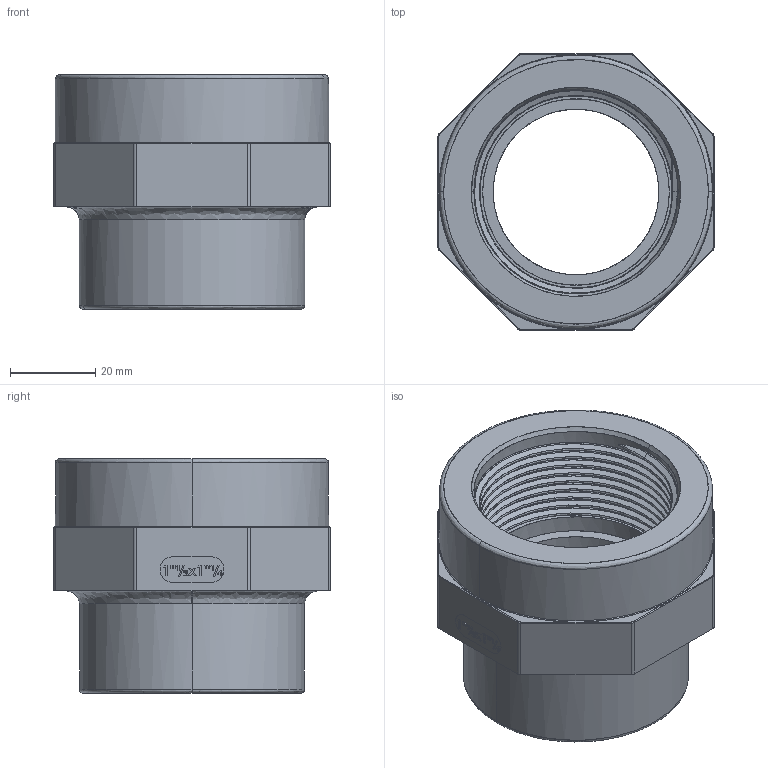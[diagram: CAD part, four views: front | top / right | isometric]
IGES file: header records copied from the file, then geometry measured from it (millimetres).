
Start section: SolidWorks IGES file using NURBS representation for surfaces
Global section: file name: União Red. F-F 1 1-2x1 1-4.IGS; native system: SolidWorks 2016; preprocessor: SolidWorks 2016; author: Fabio; date: 160909.152526; units: millimetre
Bounding box: 65.1 x 64.7 x 55.01 mm (x, y, z)
Surface area: 25715.6 mm2 (no closed solid volume)
Topology: 0 solids, 0 shells, 309 faces, 4046 edges, 4046 vertices
Faces by surface type: bspline 309
